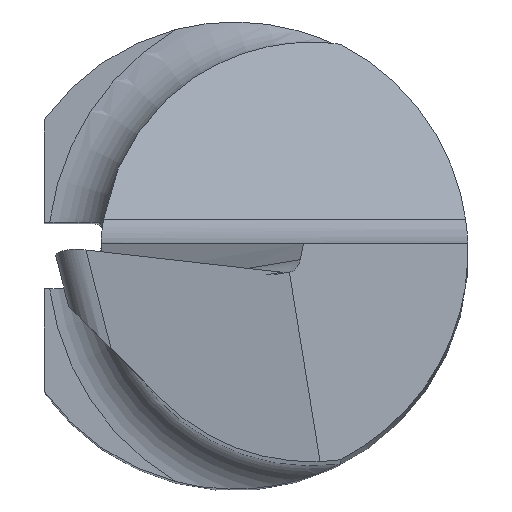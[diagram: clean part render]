
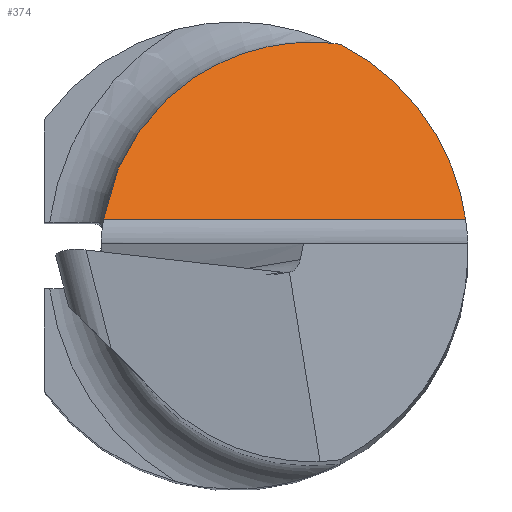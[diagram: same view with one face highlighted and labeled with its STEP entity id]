
A CAD part, top view. The second image highlights one B-rep face of the part: STEP entity #374.
In plain terms, the highlighted planar face has unit normal (0, 0.766, 0.643).
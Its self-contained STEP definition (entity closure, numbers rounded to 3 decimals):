
#7 = DIRECTION ( 'NONE',  ( 1., 0., 0. ) ) ;
#44 = CARTESIAN_POINT ( 'NONE',  ( -1.961, 0.494, 44.529 ) ) ;
#68 = CARTESIAN_POINT ( 'NONE',  ( 1.587, 3.12, 41.4 ) ) ;
#72 = FACE_OUTER_BOUND ( 'NONE', #272, .T. ) ;
#176 = CARTESIAN_POINT ( 'NONE',  ( -3.5, 0.494, 44.529 ) ) ;
#268 = CARTESIAN_POINT ( 'NONE',  ( 3.465, 0.494, 44.529 ) ) ;
#272 = EDGE_LOOP ( 'NONE', ( #275, #955, #1028 ) ) ;
#275 = ORIENTED_EDGE ( 'NONE', *, *, #628, .F. ) ;
#374 = ADVANCED_FACE ( 'NONE', ( #72 ), #961, .F. ) ;
#392 = VERTEX_POINT ( 'NONE', #44 ) ;
#428 = CARTESIAN_POINT ( 'NONE',  ( 3.465, 0.494, 44.529 ) ) ;
#456 = CARTESIAN_POINT ( 'NONE',  ( 3.301, 1.646, 43.156 ) ) ;
#495 = DIRECTION ( 'NONE',  ( 0., 0.643, -0.766 ) ) ;
#537 =( BOUNDED_CURVE ( )  B_SPLINE_CURVE ( 3, ( #600, #785, #1166, #68 ),
 .UNSPECIFIED., .F., .T. ) 
 B_SPLINE_CURVE_WITH_KNOTS ( ( 4, 4 ),
 ( 4.87, 6.422 ),
 .UNSPECIFIED. ) 
 CURVE ( )  GEOMETRIC_REPRESENTATION_ITEM ( )  RATIONAL_B_SPLINE_CURVE ( ( 1., 0.809, 0.809, 1. ) ) 
 REPRESENTATION_ITEM ( '' )  );
#571 = VERTEX_POINT ( 'NONE', #268 ) ;
#600 = CARTESIAN_POINT ( 'NONE',  ( -1.961, 0.494, 44.529 ) ) ;
#616 = LINE ( 'NONE', #176, #837 ) ;
#628 = EDGE_CURVE ( 'NONE', #733, #571, #827, .T. ) ;
#661 = EDGE_CURVE ( 'NONE', #392, #571, #616, .T. ) ;
#733 = VERTEX_POINT ( 'NONE', #889 ) ;
#785 = CARTESIAN_POINT ( 'NONE',  ( -1.676, 2.29, 42.388 ) ) ;
#799 = DIRECTION ( 'NONE',  ( 0., -0.766, -0.643 ) ) ;
#827 =( BOUNDED_CURVE ( )  B_SPLINE_CURVE ( 3, ( #1071, #988, #456, #428 ),
 .UNSPECIFIED., .F., .T. ) 
 B_SPLINE_CURVE_WITH_KNOTS ( ( 4, 4 ),
 ( 0.471, 1.429 ),
 .UNSPECIFIED. ) 
 CURVE ( )  GEOMETRIC_REPRESENTATION_ITEM ( )  RATIONAL_B_SPLINE_CURVE ( ( 1., 0.925, 0.925, 1. ) ) 
 REPRESENTATION_ITEM ( '' )  );
#837 = VECTOR ( 'NONE', #7, 1000. ) ;
#859 = EDGE_CURVE ( 'NONE', #392, #733, #537, .T. ) ;
#870 = CARTESIAN_POINT ( 'NONE',  ( -3.5, 0.494, 44.529 ) ) ;
#889 = CARTESIAN_POINT ( 'NONE',  ( 1.587, 3.12, 41.4 ) ) ;
#955 = ORIENTED_EDGE ( 'NONE', *, *, #859, .F. ) ;
#961 = PLANE ( 'NONE',  #1137 ) ;
#988 = CARTESIAN_POINT ( 'NONE',  ( 2.624, 2.592, 42.029 ) ) ;
#1028 = ORIENTED_EDGE ( 'NONE', *, *, #661, .T. ) ;
#1071 = CARTESIAN_POINT ( 'NONE',  ( 1.587, 3.12, 41.4 ) ) ;
#1137 = AXIS2_PLACEMENT_3D ( 'NONE', #870, #799, #495 ) ;
#1166 = CARTESIAN_POINT ( 'NONE',  ( -0.214, 3.372, 41.099 ) ) ;
